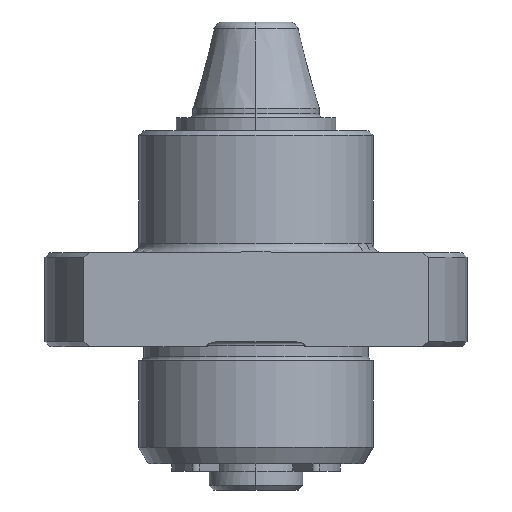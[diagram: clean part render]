
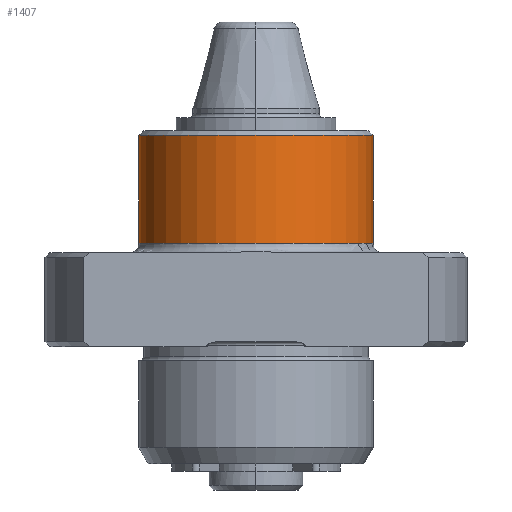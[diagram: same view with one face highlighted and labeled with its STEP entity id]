
A CAD part, front view. The second image highlights one B-rep face of the part: STEP entity #1407.
In plain terms, the highlighted cylindrical face has radius 12.5 mm (diameter 25 mm), a partial arc.
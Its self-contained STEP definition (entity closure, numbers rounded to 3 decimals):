
#81 = CYLINDRICAL_SURFACE ( 'NONE', #827, 12.5 ) ;
#209 = DIRECTION ( 'NONE',  ( 0., 0., -1. ) ) ;
#360 = VECTOR ( 'NONE', #1631, 1000. ) ;
#413 = EDGE_CURVE ( 'NONE', #556, #1682, #2888, .T. ) ;
#556 = VERTEX_POINT ( 'NONE', #1020 ) ;
#635 = EDGE_CURVE ( 'NONE', #2254, #3094, #1774, .T. ) ;
#671 = DIRECTION ( 'NONE',  ( 0., 0., -1. ) ) ;
#798 = ORIENTED_EDGE ( 'NONE', *, *, #413, .T. ) ;
#811 = DIRECTION ( 'NONE',  ( 0., 0., -1. ) ) ;
#827 = AXIS2_PLACEMENT_3D ( 'NONE', #3762, #1988, #1012 ) ;
#855 = EDGE_LOOP ( 'NONE', ( #1655, #798, #3909, #2739 ) ) ;
#919 = CARTESIAN_POINT ( 'NONE',  ( 12.5, 0., 11. ) ) ;
#1012 = DIRECTION ( 'NONE',  ( -1., 0., 0. ) ) ;
#1020 = CARTESIAN_POINT ( 'NONE',  ( 12.5, 0., 22.5 ) ) ;
#1054 = CARTESIAN_POINT ( 'NONE',  ( 12.5, 0., -20.247 ) ) ;
#1183 = AXIS2_PLACEMENT_3D ( 'NONE', #1434, #811, #2050 ) ;
#1222 = FACE_OUTER_BOUND ( 'NONE', #855, .T. ) ;
#1407 = ADVANCED_FACE ( 'NONE', ( #1222 ), #81, .T. ) ;
#1426 = EDGE_CURVE ( 'NONE', #556, #2254, #3467, .T. ) ;
#1434 = CARTESIAN_POINT ( 'NONE',  ( 0., 0., 22.5 ) ) ;
#1486 = LINE ( 'NONE', #3914, #1729 ) ;
#1631 = DIRECTION ( 'NONE',  ( 0., 0., -1. ) ) ;
#1655 = ORIENTED_EDGE ( 'NONE', *, *, #1426, .F. ) ;
#1682 = VERTEX_POINT ( 'NONE', #3284 ) ;
#1729 = VECTOR ( 'NONE', #671, 1000. ) ;
#1774 = CIRCLE ( 'NONE', #2269, 12.5 ) ;
#1988 = DIRECTION ( 'NONE',  ( 0., 0., -1. ) ) ;
#2050 = DIRECTION ( 'NONE',  ( -1., 0., 0. ) ) ;
#2070 = DIRECTION ( 'NONE',  ( -1., 0., 0. ) ) ;
#2254 = VERTEX_POINT ( 'NONE', #919 ) ;
#2269 = AXIS2_PLACEMENT_3D ( 'NONE', #2835, #209, #2070 ) ;
#2739 = ORIENTED_EDGE ( 'NONE', *, *, #635, .F. ) ;
#2835 = CARTESIAN_POINT ( 'NONE',  ( 0., 0., 11. ) ) ;
#2888 = CIRCLE ( 'NONE', #1183, 12.5 ) ;
#3014 = CARTESIAN_POINT ( 'NONE',  ( -12.5, 0., 11. ) ) ;
#3094 = VERTEX_POINT ( 'NONE', #3014 ) ;
#3133 = EDGE_CURVE ( 'NONE', #1682, #3094, #1486, .T. ) ;
#3284 = CARTESIAN_POINT ( 'NONE',  ( -12.5, 0., 22.5 ) ) ;
#3467 = LINE ( 'NONE', #1054, #360 ) ;
#3762 = CARTESIAN_POINT ( 'NONE',  ( 0., 0., -20.247 ) ) ;
#3909 = ORIENTED_EDGE ( 'NONE', *, *, #3133, .T. ) ;
#3914 = CARTESIAN_POINT ( 'NONE',  ( -12.5, 0., -20.247 ) ) ;
